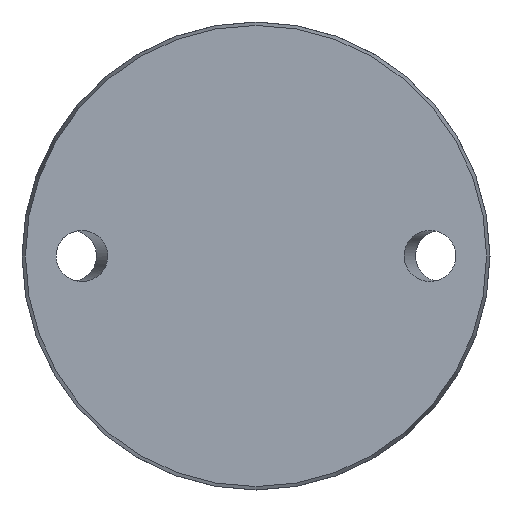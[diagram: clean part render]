
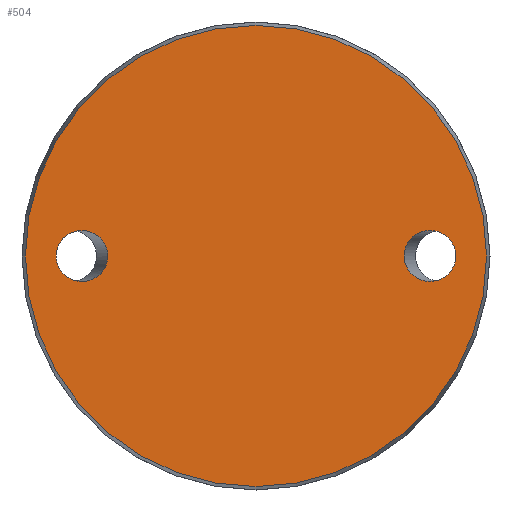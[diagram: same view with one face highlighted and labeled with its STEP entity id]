
A CAD part, front view. The second image highlights one B-rep face of the part: STEP entity #504.
In plain terms, the highlighted planar face has unit normal (0, -1, 0).
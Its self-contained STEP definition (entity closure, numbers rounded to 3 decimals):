
#5 = EDGE_LOOP ( 'NONE', ( #10 ) ) ;
#10 = ORIENTED_EDGE ( 'NONE', *, *, #151, .F. ) ;
#23 = EDGE_CURVE ( 'NONE', #726, #726, #157, .T. ) ;
#54 = CARTESIAN_POINT ( 'NONE',  ( 0., 0., 0. ) ) ;
#77 = CARTESIAN_POINT ( 'NONE',  ( 24.691, 0., -8.5 ) ) ;
#123 = PLANE ( 'NONE',  #831 ) ;
#139 = CARTESIAN_POINT ( 'NONE',  ( -33.309, 0., 0. ) ) ;
#148 = CIRCLE ( 'NONE', #872, 38.425 ) ;
#151 = EDGE_CURVE ( 'NONE', #662, #662, #512, .T. ) ;
#157 =( BOUNDED_CURVE ( )  B_SPLINE_CURVE ( 3, ( #139, #434, #278, #422, #288, #738, #355 ),
 .UNSPECIFIED., .T., .T. ) 
 B_SPLINE_CURVE_WITH_KNOTS ( ( 4, 3, 4 ),
 ( 0., 3.142, 6.283 ),
 .UNSPECIFIED. ) 
 CURVE ( )  GEOMETRIC_REPRESENTATION_ITEM ( )  RATIONAL_B_SPLINE_CURVE ( ( 1., 0.333, 0.333, 1., 0.333, 0.333, 1. ) ) 
 REPRESENTATION_ITEM ( '' )  );
#171 = ORIENTED_EDGE ( 'NONE', *, *, #23, .T. ) ;
#198 = FACE_BOUND ( 'NONE', #5, .T. ) ;
#212 = VERTEX_POINT ( 'NONE', #819 ) ;
#278 = CARTESIAN_POINT ( 'NONE',  ( -24.691, 0., 8.5 ) ) ;
#288 = CARTESIAN_POINT ( 'NONE',  ( -24.691, 0., -8.5 ) ) ;
#305 = CARTESIAN_POINT ( 'NONE',  ( 33.309, 0., 0. ) ) ;
#309 = CARTESIAN_POINT ( 'NONE',  ( 33.309, 0., 8.5 ) ) ;
#355 = CARTESIAN_POINT ( 'NONE',  ( -33.309, 0., 0. ) ) ;
#357 = CARTESIAN_POINT ( 'NONE',  ( -33.309, 0., 0. ) ) ;
#422 = CARTESIAN_POINT ( 'NONE',  ( -24.691, 0., 0. ) ) ;
#434 = CARTESIAN_POINT ( 'NONE',  ( -33.309, 0., 8.5 ) ) ;
#467 = EDGE_CURVE ( 'NONE', #212, #212, #148, .T. ) ;
#469 = EDGE_LOOP ( 'NONE', ( #666 ) ) ;
#504 = ADVANCED_FACE ( 'NONE', ( #648, #198, #721 ), #123, .F. ) ;
#512 =( BOUNDED_CURVE ( )  B_SPLINE_CURVE ( 3, ( #754, #77, #608, #305, #309, #757, #601 ),
 .UNSPECIFIED., .T., .T. ) 
 B_SPLINE_CURVE_WITH_KNOTS ( ( 4, 3, 4 ),
 ( 0., 3.142, 6.283 ),
 .UNSPECIFIED. ) 
 CURVE ( )  GEOMETRIC_REPRESENTATION_ITEM ( )  RATIONAL_B_SPLINE_CURVE ( ( 1., 0.333, 0.333, 1., 0.333, 0.333, 1. ) ) 
 REPRESENTATION_ITEM ( '' )  );
#522 = EDGE_LOOP ( 'NONE', ( #171 ) ) ;
#601 = CARTESIAN_POINT ( 'NONE',  ( 24.691, 0., 0. ) ) ;
#608 = CARTESIAN_POINT ( 'NONE',  ( 33.309, 0., -8.5 ) ) ;
#639 = DIRECTION ( 'NONE',  ( 0., 0., -1. ) ) ;
#645 = DIRECTION ( 'NONE',  ( 0., 1., 0. ) ) ;
#648 = FACE_BOUND ( 'NONE', #522, .T. ) ;
#662 = VERTEX_POINT ( 'NONE', #758 ) ;
#666 = ORIENTED_EDGE ( 'NONE', *, *, #467, .T. ) ;
#721 = FACE_OUTER_BOUND ( 'NONE', #469, .T. ) ;
#726 = VERTEX_POINT ( 'NONE', #357 ) ;
#738 = CARTESIAN_POINT ( 'NONE',  ( -33.309, 0., -8.5 ) ) ;
#754 = CARTESIAN_POINT ( 'NONE',  ( 24.691, 0., 0. ) ) ;
#757 = CARTESIAN_POINT ( 'NONE',  ( 24.691, 0., 8.5 ) ) ;
#758 = CARTESIAN_POINT ( 'NONE',  ( 24.691, 0., 0. ) ) ;
#789 = DIRECTION ( 'NONE',  ( 0., -1., 0. ) ) ;
#819 = CARTESIAN_POINT ( 'NONE',  ( 0., 0., -38.425 ) ) ;
#831 = AXIS2_PLACEMENT_3D ( 'NONE', #868, #645, #939 ) ;
#868 = CARTESIAN_POINT ( 'NONE',  ( -38.425, 0., 0. ) ) ;
#872 = AXIS2_PLACEMENT_3D ( 'NONE', #54, #789, #639 ) ;
#939 = DIRECTION ( 'NONE',  ( 0., 0., 1. ) ) ;
